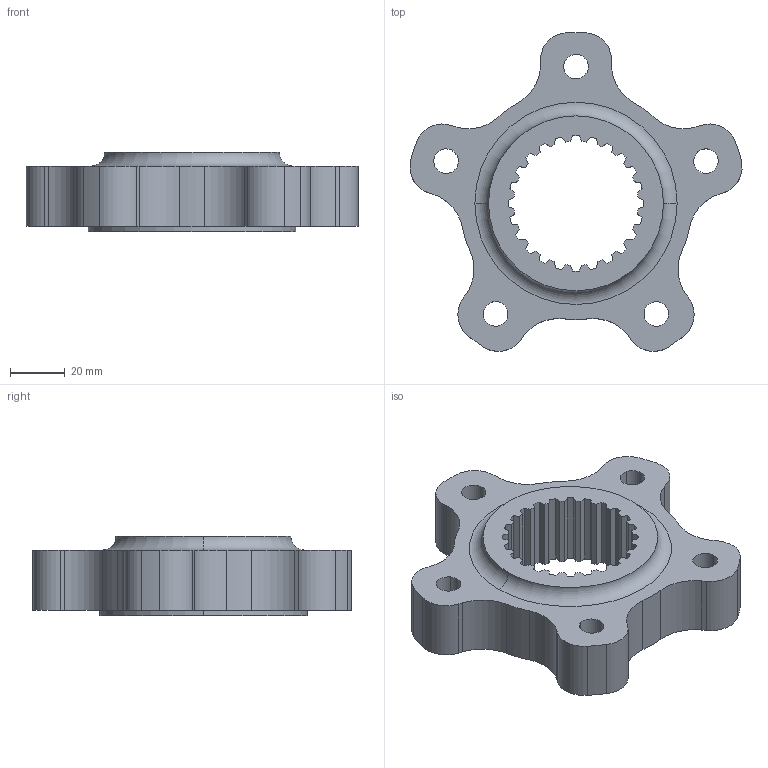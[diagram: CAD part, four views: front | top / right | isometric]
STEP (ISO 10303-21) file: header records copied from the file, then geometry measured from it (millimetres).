
FILE_DESCRIPTION(('CATIA V5 STEP Exchange'),'2;1');
FILE_NAME('EN_06008 (sprocket bearer).stp','2020-06-07T13:01:37+00:00',('none'),('none'),'CATIA Version 5 Release 19 SP 2 (IN-10)','CATIA V5 STEP AP203','none');
FILE_SCHEMA(('CONFIG_CONTROL_DESIGN'));
Length unit declared in the file: millimetre
Products named in the file (1): EN_06008 (porte-couronne)
Bounding box: 121.49 x 116.63 x 29 mm (x, y, z)
Volume: 146472.6 mm3; surface area: 31600.4 mm2
Topology: 1 solids, 1 shells, 157 faces, 456 edges, 304 vertices
Faces by surface type: cylinder 90, plane 63, torus 2, cone 2
Entity records: 4726 total; most frequent: ORIENTED_EDGE 912, CARTESIAN_POINT 836, DIRECTION 606, EDGE_CURVE 456, VERTEX_POINT 304, AXIS2_PLACEMENT_3D 266, VECTOR 266, LINE 266
